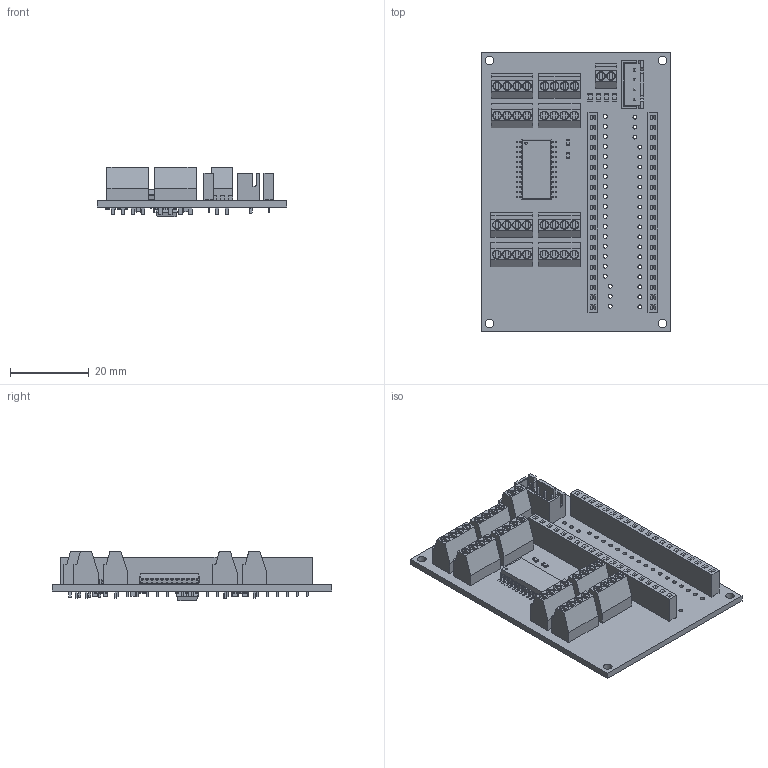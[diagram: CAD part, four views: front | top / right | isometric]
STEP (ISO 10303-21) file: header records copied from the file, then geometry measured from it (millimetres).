
FILE_DESCRIPTION(('KiCad electronic assembly'),'2;1');
FILE_NAME('multiplexI2C.step','2024-08-07T16:27:59',('Pcbnew'),('Kicad') ,'Open CASCADE STEP processor 7.7','KiCad to STEP converter','Unknown' );
FILE_SCHEMA(('AUTOMOTIVE_DESIGN { 1 0 10303 214 1 1 1 1 }'));
Length unit declared in the file: millimetre
Products named in the file (18): multiplexI2C 1; TerminalBlock_Phoenix_MPT-0,5-4-2.54_1x04_P2.54mm_Horizontal; TerminalBlock_Phoenix_MPT_05_4_254_1x04_P254mm_Horizontal; PinSocket_1x20_P2.54mm_Vertical; PinSocket_1x20_P254mm_Vertical; C_0805_2012Metric; R_0603_1608Metric; JST_XH_B4B-XH-A_1x04_P2.50mm_Vertical; JST_B4B_XH_A; SOIC-24W_7.5x15.4mm_P1.27mm; SOIC_24W_75x154mm_P127mm; TerminalBlock_Phoenix_MPT-0,5-2-2.54_1x02_P2.54mm_Horizontal; TerminalBlock_Phoenix_MPT_05_2_254_1x02_P254mm_Horizontal; SW_DIP_SPSTx03_Slide_KingTek_DSHP03TS_W7.62mm_P1.27mm; SW_DIP_SPSTx03_Slide_KingTek_DSHP03TS_W762mm_P127mm; _autosave-multiplexI2C_PCB
Assembly tree (58 placements, depth 3):
  multiplexI2C 1
    TerminalBlock_Phoenix_MPT-0,5-4-2.54_1x04_P2.54mm_Horizontal  x8
      TerminalBlock_Phoenix_MPT_05_4_254_1x04_P254mm_Horizontal
    PinSocket_1x20_P2.54mm_Vertical  x2
      PinSocket_1x20_P254mm_Vertical
    C_0805_2012Metric  x13
      C_0805_2012Metric
    R_0603_1608Metric  x22
      R_0603_1608Metric
    JST_XH_B4B-XH-A_1x04_P2.50mm_Vertical
      JST_B4B_XH_A
    SOIC-24W_7.5x15.4mm_P1.27mm
      SOIC_24W_75x154mm_P127mm
    TerminalBlock_Phoenix_MPT-0,5-2-2.54_1x02_P2.54mm_Horizontal
      TerminalBlock_Phoenix_MPT_05_2_254_1x02_P254mm_Horizontal
    SW_DIP_SPSTx03_Slide_KingTek_DSHP03TS_W7.62mm_P1.27mm
      SW_DIP_SPSTx03_Slide_KingTek_DSHP03TS_W762mm_P127mm
    _autosave-multiplexI2C_PCB
Bounding box: 48.26 x 71.12 x 12.65 mm (x, y, z)
Volume: 11043.2 mm3; surface area: 19315.1 mm2
Topology: 50 solids, 50 shells, 4252 faces, 10858 edges, 7003 vertices
Faces by surface type: plane 3393, cylinder 651, bspline 208
Full cylindrical faces by diameter (mm): 0.6 x1, 0.95 x4, 1 x80, 1.1 x38, 2 x34, 2.2 x38
Entity records: 64204 total; most frequent: CARTESIAN_POINT 9536, ORIENTED_EDGE 8998, DIRECTION 8441, EDGE_CURVE 4499, LINE 3789, VECTOR 3789, VERTEX_POINT 2893, AXIS2_PLACEMENT_3D 2326
